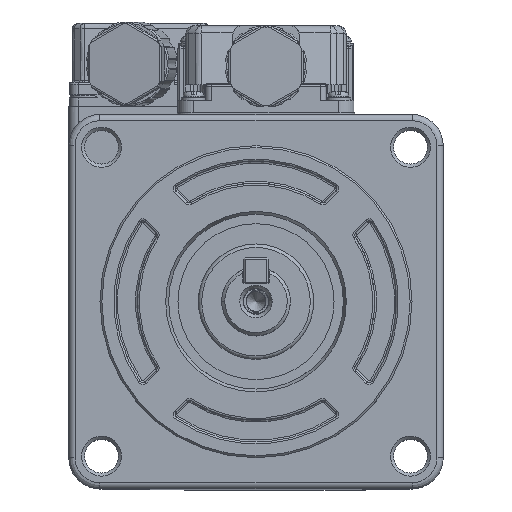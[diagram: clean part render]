
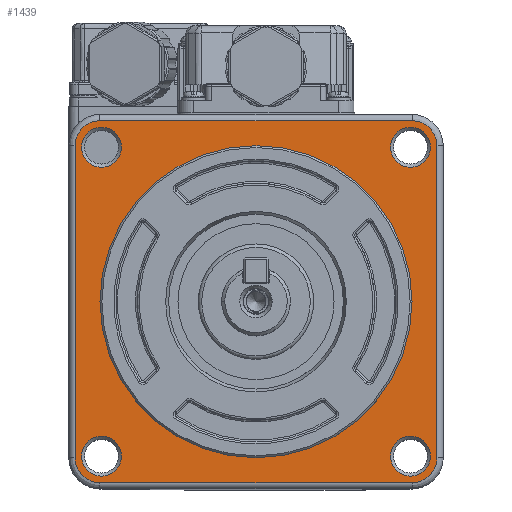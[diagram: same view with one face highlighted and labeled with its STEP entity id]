
A CAD part, top view. The second image highlights one B-rep face of the part: STEP entity #1439.
In plain terms, the highlighted planar face has unit normal (0, 0, 1).
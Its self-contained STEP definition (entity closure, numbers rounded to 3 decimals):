
#439=CARTESIAN_POINT('',(-121.,-25.,-17.1));
#440=VERTEX_POINT('',#439);
#456=CARTESIAN_POINT('',(-121.,25.,-17.1));
#457=VERTEX_POINT('',#456);
#465=CARTESIAN_POINT('',(-121.,25.,-17.1));
#466=DIRECTION('',(0.,-1.,0.));
#467=VECTOR('',#466,50.);
#468=LINE('',#465,#467);
#469=EDGE_CURVE('',#457,#440,#468,.T.);
#723=CARTESIAN_POINT('',(-179.,25.,-17.1));
#724=VERTEX_POINT('',#723);
#740=CARTESIAN_POINT('',(-179.,-25.,-17.1));
#741=VERTEX_POINT('',#740);
#749=CARTESIAN_POINT('',(-179.,-25.,-17.1));
#750=DIRECTION('',(0.,1.,0.));
#751=VECTOR('',#750,50.);
#752=LINE('',#749,#751);
#753=EDGE_CURVE('',#741,#724,#752,.T.);
#965=CARTESIAN_POINT('',(-175.,-29.,-17.1));
#966=VERTEX_POINT('',#965);
#980=CARTESIAN_POINT('',(-125.,-29.,-17.1));
#981=VERTEX_POINT('',#980);
#989=CARTESIAN_POINT('',(-125.,-29.,-17.1));
#990=DIRECTION('',(-1.,0.,0.));
#991=VECTOR('',#990,50.);
#992=LINE('',#989,#991);
#993=EDGE_CURVE('',#981,#966,#992,.T.);
#1165=CARTESIAN_POINT('',(-175.,29.,-17.1));
#1166=VERTEX_POINT('',#1165);
#1174=CARTESIAN_POINT('',(-125.,29.,-17.1));
#1175=VERTEX_POINT('',#1174);
#1176=CARTESIAN_POINT('',(-175.,29.,-17.1));
#1177=DIRECTION('',(1.,0.,0.));
#1178=VECTOR('',#1177,50.);
#1179=LINE('',#1176,#1178);
#1180=EDGE_CURVE('',#1166,#1175,#1179,.T.);
#1306=CARTESIAN_POINT('',(-125.,25.,-17.1));
#1307=DIRECTION('',(0.,1.,0.));
#1308=DIRECTION('',(0.,0.,-1.));
#1309=AXIS2_PLACEMENT_3D('',#1306,#1308,#1307);
#1310=CIRCLE('',#1309,4.);
#1311=EDGE_CURVE('',#1175,#457,#1310,.T.);
#1347=CARTESIAN_POINT('',(-125.,-25.,-17.1));
#1348=DIRECTION('',(1.,0.,0.));
#1349=DIRECTION('',(0.,0.,-1.));
#1350=AXIS2_PLACEMENT_3D('',#1347,#1349,#1348);
#1351=CIRCLE('',#1350,4.);
#1352=EDGE_CURVE('',#440,#981,#1351,.T.);
#1357=CARTESIAN_POINT('',(-150.,0.,-17.1));
#1358=DIRECTION('',(0.,1.,0.));
#1359=DIRECTION('',(0.,-0.,1.));
#1360=AXIS2_PLACEMENT_3D('',#1357,#1359,#1358);
#1361=PLANE('',#1360);
#1362=ORIENTED_EDGE('',*,*,#1352,.F.);
#1363=ORIENTED_EDGE('',*,*,#469,.F.);
#1364=ORIENTED_EDGE('',*,*,#1311,.F.);
#1365=ORIENTED_EDGE('',*,*,#1180,.F.);
#1366=CARTESIAN_POINT('',(-175.,25.,-17.1));
#1367=DIRECTION('',(0.,1.,0.));
#1368=DIRECTION('',(0.,0.,1.));
#1369=AXIS2_PLACEMENT_3D('',#1366,#1368,#1367);
#1370=CIRCLE('',#1369,4.);
#1371=EDGE_CURVE('',#1166,#724,#1370,.T.);
#1372=ORIENTED_EDGE('',*,*,#1371,.T.);
#1373=ORIENTED_EDGE('',*,*,#753,.F.);
#1374=CARTESIAN_POINT('',(-175.,-25.,-17.1));
#1375=DIRECTION('',(-1.,0.,0.));
#1376=DIRECTION('',(0.,0.,1.));
#1377=AXIS2_PLACEMENT_3D('',#1374,#1376,#1375);
#1378=CIRCLE('',#1377,4.);
#1379=EDGE_CURVE('',#741,#966,#1378,.T.);
#1380=ORIENTED_EDGE('',*,*,#1379,.T.);
#1381=ORIENTED_EDGE('',*,*,#993,.F.);
#1382=EDGE_LOOP('',(#1362,#1363,#1364,#1365,#1372,#1373,#1380,#1381));
#1383=FACE_OUTER_BOUND('',#1382,.T.);
#1384=CARTESIAN_POINT('',(-125.,0.,-17.1));
#1385=VERTEX_POINT('',#1384);
#1386=CARTESIAN_POINT('',(-150.,0.,-17.1));
#1387=DIRECTION('',(1.,0.,0.));
#1388=DIRECTION('',(0.,0.,1.));
#1389=AXIS2_PLACEMENT_3D('',#1386,#1388,#1387);
#1390=CIRCLE('',#1389,25.);
#1391=EDGE_CURVE('',#1385,#1385,#1390,.T.);
#1392=ORIENTED_EDGE('',*,*,#1391,.F.);
#1393=EDGE_LOOP('',(#1392));
#1394=FACE_BOUND('',#1393,.T.);
#1395=CARTESIAN_POINT('',(-128.451,24.749,-17.1));
#1396=VERTEX_POINT('',#1395);
#1397=CARTESIAN_POINT('',(-125.251,24.749,-17.1));
#1398=DIRECTION('',(-1.,0.,0.));
#1399=DIRECTION('',(0.,0.,-1.));
#1400=AXIS2_PLACEMENT_3D('',#1397,#1399,#1398);
#1401=CIRCLE('',#1400,3.2);
#1402=EDGE_CURVE('',#1396,#1396,#1401,.T.);
#1403=ORIENTED_EDGE('',*,*,#1402,.T.);
#1404=EDGE_LOOP('',(#1403));
#1405=FACE_BOUND('',#1404,.T.);
#1406=CARTESIAN_POINT('',(-128.451,-24.749,-17.1));
#1407=VERTEX_POINT('',#1406);
#1408=CARTESIAN_POINT('',(-125.251,-24.749,-17.1));
#1409=DIRECTION('',(-1.,0.,0.));
#1410=DIRECTION('',(0.,0.,-1.));
#1411=AXIS2_PLACEMENT_3D('',#1408,#1410,#1409);
#1412=CIRCLE('',#1411,3.2);
#1413=EDGE_CURVE('',#1407,#1407,#1412,.T.);
#1414=ORIENTED_EDGE('',*,*,#1413,.T.);
#1415=EDGE_LOOP('',(#1414));
#1416=FACE_BOUND('',#1415,.T.);
#1417=CARTESIAN_POINT('',(-177.949,-24.749,-17.1));
#1418=VERTEX_POINT('',#1417);
#1419=CARTESIAN_POINT('',(-174.749,-24.749,-17.1));
#1420=DIRECTION('',(-1.,0.,0.));
#1421=DIRECTION('',(0.,0.,-1.));
#1422=AXIS2_PLACEMENT_3D('',#1419,#1421,#1420);
#1423=CIRCLE('',#1422,3.2);
#1424=EDGE_CURVE('',#1418,#1418,#1423,.T.);
#1425=ORIENTED_EDGE('',*,*,#1424,.T.);
#1426=EDGE_LOOP('',(#1425));
#1427=FACE_BOUND('',#1426,.T.);
#1428=CARTESIAN_POINT('',(-177.949,24.749,-17.1));
#1429=VERTEX_POINT('',#1428);
#1430=CARTESIAN_POINT('',(-174.749,24.749,-17.1));
#1431=DIRECTION('',(-1.,0.,0.));
#1432=DIRECTION('',(0.,0.,-1.));
#1433=AXIS2_PLACEMENT_3D('',#1430,#1432,#1431);
#1434=CIRCLE('',#1433,3.2);
#1435=EDGE_CURVE('',#1429,#1429,#1434,.T.);
#1436=ORIENTED_EDGE('',*,*,#1435,.T.);
#1437=EDGE_LOOP('',(#1436));
#1438=FACE_BOUND('',#1437,.T.);
#1439=ADVANCED_FACE('',(#1383,#1394,#1405,#1416,#1427,#1438),#1361,.T.);
